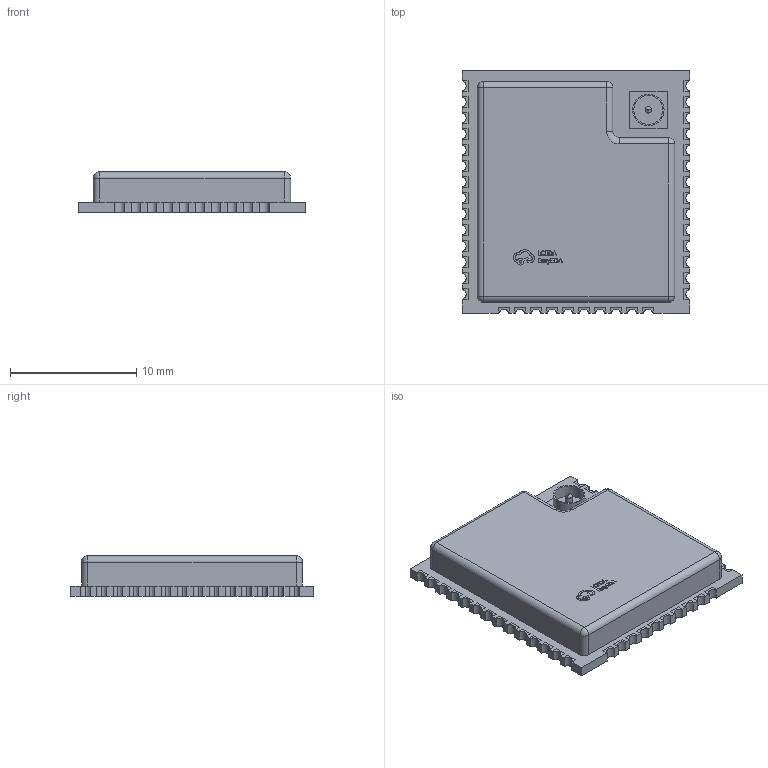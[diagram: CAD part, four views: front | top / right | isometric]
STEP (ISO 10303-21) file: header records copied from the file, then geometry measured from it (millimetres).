
FILE_DESCRIPTION (( 'STEP AP214' ), '1' );
FILE_NAME ('WIFI-SMD_L19.2-18.0-H3.2-ESP32-WROOM-32UE.step', '2022-07-15T04:51:36', ( '' ), ( '' ), 'SwSTEP 2.0', 'SolidWorks 2020', '' );
FILE_SCHEMA (( 'AUTOMOTIVE_DESIGN' ));
Length unit declared in the file: millimetre
Products named in the file (1): WIFI-SMD_L19.2-18.0-H3.2-ESP32-WROOM-32UE
Bounding box: 18 x 19.2 x 3.2 mm (x, y, z)
Volume: 876.8 mm3; surface area: 911.8 mm2
Topology: 14 solids, 14 shells, 460 faces, 1459 edges, 1043 vertices
Faces by surface type: plane 284, bspline 98, cylinder 70, sphere 5, torus 3
Entity records: 22206 total; most frequent: CARTESIAN_POINT 4460, ORIENTED_EDGE 2908, DIRECTION 2111, EDGE_CURVE 1454, LINE 1095, VECTOR 1095, VERTEX_POINT 1043, AXIS2_PLACEMENT_3D 508
